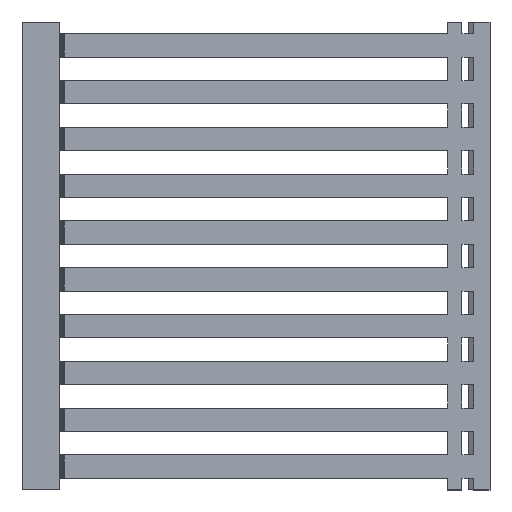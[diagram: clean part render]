
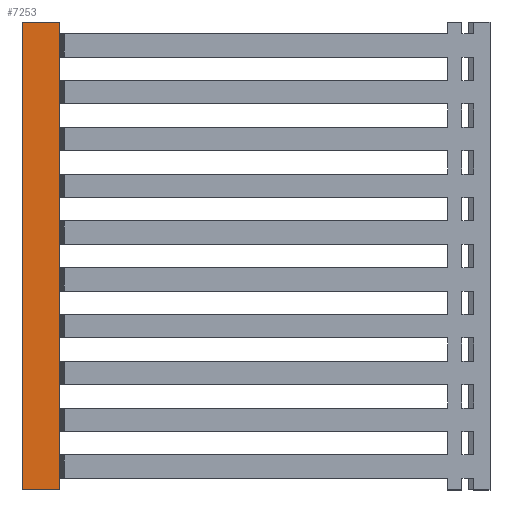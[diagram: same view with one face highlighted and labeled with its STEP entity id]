
A CAD part, left-side view. The second image highlights one B-rep face of the part: STEP entity #7253.
In plain terms, the highlighted planar face has unit normal (-1, 0, 0).
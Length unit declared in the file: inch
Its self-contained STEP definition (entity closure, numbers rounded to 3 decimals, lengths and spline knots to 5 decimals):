
#452 = PLANE ( 'NONE',  #4386 ) ;
#454 = VERTEX_POINT ( 'NONE', #701 ) ;
#464 = DIRECTION ( 'NONE',  ( 0., 1., 0. ) ) ;
#701 = CARTESIAN_POINT ( 'NONE',  ( -0.7874, 3.93701, 0. ) ) ;
#1160 = FACE_OUTER_BOUND ( 'NONE', #10402, .T. ) ;
#1239 = LINE ( 'NONE', #6823, #7566 ) ;
#1615 = DIRECTION ( 'NONE',  ( 0., 0., 1. ) ) ;
#1869 = LINE ( 'NONE', #3808, #3048 ) ;
#3048 = VECTOR ( 'NONE', #10990, 39.37008 ) ;
#3325 = EDGE_CURVE ( 'NONE', #6328, #3906, #9566, .T. ) ;
#3808 = CARTESIAN_POINT ( 'NONE',  ( -0.7874, 3.93701, -3.93701 ) ) ;
#3881 = CARTESIAN_POINT ( 'NONE',  ( -0.7874, 3.93701, -3.93701 ) ) ;
#3906 = VERTEX_POINT ( 'NONE', #6181 ) ;
#4039 = DIRECTION ( 'NONE',  ( -1., 0., 0. ) ) ;
#4200 = ORIENTED_EDGE ( 'NONE', *, *, #11470, .T. ) ;
#4386 = AXIS2_PLACEMENT_3D ( 'NONE', #10333, #4039, #7637 ) ;
#4562 = VECTOR ( 'NONE', #464, 39.37008 ) ;
#5064 = CARTESIAN_POINT ( 'NONE',  ( -0.7874, 3.62205, -3.93701 ) ) ;
#5819 = CARTESIAN_POINT ( 'NONE',  ( -0.7874, 3.93701, 0. ) ) ;
#6181 = CARTESIAN_POINT ( 'NONE',  ( -0.7874, 3.62205, 0. ) ) ;
#6328 = VERTEX_POINT ( 'NONE', #5064 ) ;
#6744 = VERTEX_POINT ( 'NONE', #3881 ) ;
#6823 = CARTESIAN_POINT ( 'NONE',  ( -0.7874, 3.93701, -3.93701 ) ) ;
#7227 = ORIENTED_EDGE ( 'NONE', *, *, #11236, .F. ) ;
#7253 = ADVANCED_FACE ( 'NONE', ( #1160 ), #452, .T. ) ;
#7566 = VECTOR ( 'NONE', #7655, 39.37008 ) ;
#7637 = DIRECTION ( 'NONE',  ( 0., 0., 1. ) ) ;
#7655 = DIRECTION ( 'NONE',  ( 0., 0., 1. ) ) ;
#8360 = LINE ( 'NONE', #5819, #4562 ) ;
#8848 = CARTESIAN_POINT ( 'NONE',  ( -0.7874, 3.62205, -3.93701 ) ) ;
#9233 = ORIENTED_EDGE ( 'NONE', *, *, #3325, .T. ) ;
#9566 = LINE ( 'NONE', #8848, #11215 ) ;
#10173 = EDGE_CURVE ( 'NONE', #3906, #454, #8360, .T. ) ;
#10325 = ORIENTED_EDGE ( 'NONE', *, *, #10173, .T. ) ;
#10333 = CARTESIAN_POINT ( 'NONE',  ( -0.7874, 3.93701, -3.93701 ) ) ;
#10402 = EDGE_LOOP ( 'NONE', ( #4200, #9233, #10325, #7227 ) ) ;
#10990 = DIRECTION ( 'NONE',  ( 0., -1., 0. ) ) ;
#11215 = VECTOR ( 'NONE', #1615, 39.37008 ) ;
#11236 = EDGE_CURVE ( 'NONE', #6744, #454, #1239, .T. ) ;
#11470 = EDGE_CURVE ( 'NONE', #6744, #6328, #1869, .T. ) ;
